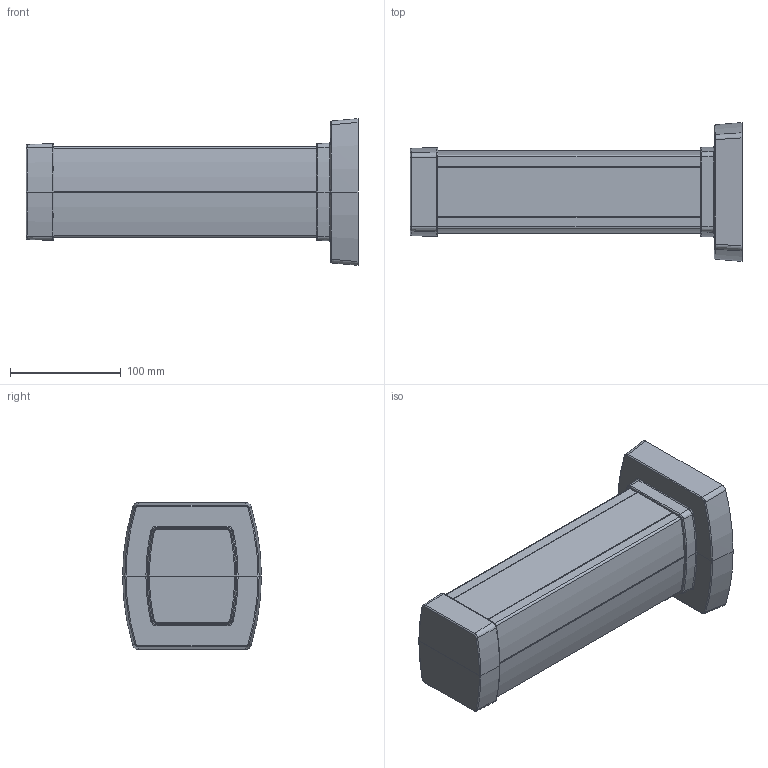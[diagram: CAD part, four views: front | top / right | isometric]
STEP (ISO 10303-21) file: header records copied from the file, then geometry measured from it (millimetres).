
FILE_DESCRIPTION(('CATIA V5 STEP Exchange','CAx-IF Rec.Pracs.--- Model Styling and Organization---1.2---2011-12-15'),'2;1');
FILE_NAME('PW32315.stp','2017-11-09T08:27:59+00:00',('none'),('none'),'CATIA Version 5-6 Release 2014 SP4','CATIA V5 STEP AP214','none');
FILE_SCHEMA(('AUTOMOTIVE_DESIGN { 1 0 10303 214 1 1 1 1 }'));
Products named in the file (1): PW32315
Bounding box: 300 x 125.5 x 132.5 mm (x, y, z)
Volume: 317127.5 mm3; surface area: 398979.6 mm2
Topology: 10 solids, 10 shells, 6396 faces, 18382 edges, 12108 vertices
Faces by surface type: plane 5354, cylinder 700, bspline 134, cone 120, torus 72, extrusion 12, sphere 4
Entity records: 207330 total; most frequent: CARTESIAN_POINT 49019, ORIENTED_EDGE 36756, DIRECTION 26479, EDGE_CURVE 18378, VECTOR 13420, LINE 13408, VERTEX_POINT 12108, AXIS2_PLACEMENT_3D 7182
